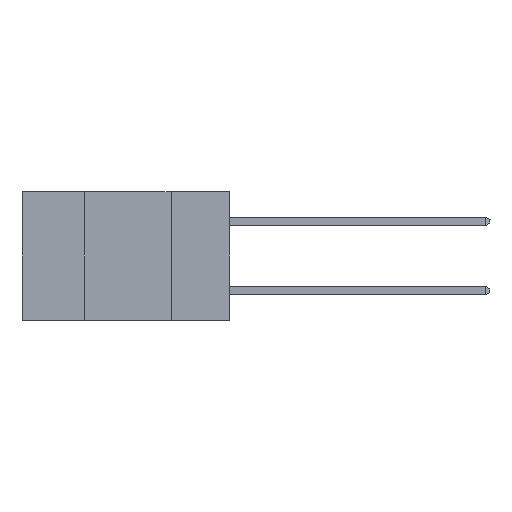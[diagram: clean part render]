
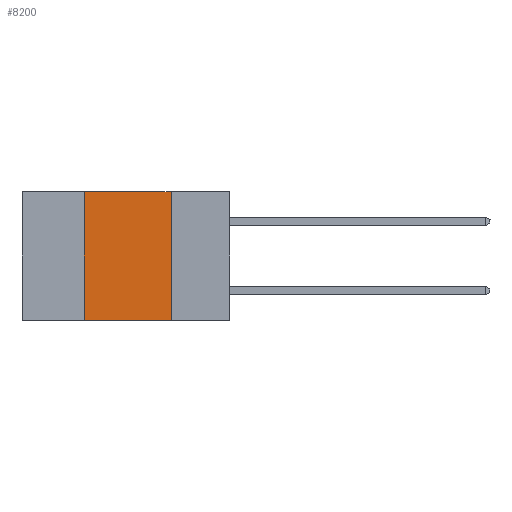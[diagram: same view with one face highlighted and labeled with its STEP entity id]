
A CAD part, left-side view. The second image highlights one B-rep face of the part: STEP entity #8200.
In plain terms, the highlighted planar face has unit normal (-1, 0, 0).
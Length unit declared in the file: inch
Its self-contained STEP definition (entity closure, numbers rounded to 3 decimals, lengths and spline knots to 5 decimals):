
#358 = ORIENTED_EDGE ( 'NONE', *, *, #5175, .F. ) ;
#428 = VERTEX_POINT ( 'NONE', #9892 ) ;
#1026 = LINE ( 'NONE', #2093, #5635 ) ;
#1264 = AXIS2_PLACEMENT_3D ( 'NONE', #9620, #7657, #3726 ) ;
#1378 = CARTESIAN_POINT ( 'NONE',  ( 0., 0.6, 0. ) ) ;
#1864 = VERTEX_POINT ( 'NONE', #7236 ) ;
#2093 = CARTESIAN_POINT ( 'NONE',  ( 0., 0.42, 0. ) ) ;
#2177 = CARTESIAN_POINT ( 'NONE',  ( 0., 0.42, -0.37 ) ) ;
#2221 = LINE ( 'NONE', #1378, #5001 ) ;
#2758 = CARTESIAN_POINT ( 'NONE',  ( 0., 0.42, 0. ) ) ;
#3301 = DIRECTION ( 'NONE',  ( 0., -1., 0. ) ) ;
#3381 = VERTEX_POINT ( 'NONE', #2177 ) ;
#3726 = DIRECTION ( 'NONE',  ( 0., 0., -1. ) ) ;
#3848 = ORIENTED_EDGE ( 'NONE', *, *, #5313, .F. ) ;
#4554 = VECTOR ( 'NONE', #7791, 39.37008 ) ;
#5001 = VECTOR ( 'NONE', #3301, 39.37008 ) ;
#5175 = EDGE_CURVE ( 'NONE', #428, #1864, #6710, .T. ) ;
#5313 = EDGE_CURVE ( 'NONE', #3381, #6344, #1026, .T. ) ;
#5332 = ORIENTED_EDGE ( 'NONE', *, *, #10712, .T. ) ;
#5437 = VECTOR ( 'NONE', #10878, 39.37008 ) ;
#5635 = VECTOR ( 'NONE', #10953, 39.37008 ) ;
#5702 = ORIENTED_EDGE ( 'NONE', *, *, #6101, .F. ) ;
#6101 = EDGE_CURVE ( 'NONE', #6344, #428, #2221, .T. ) ;
#6344 = VERTEX_POINT ( 'NONE', #2758 ) ;
#6710 = LINE ( 'NONE', #10735, #4554 ) ;
#7236 = CARTESIAN_POINT ( 'NONE',  ( 0., 0.17, -0.37 ) ) ;
#7296 = PLANE ( 'NONE',  #1264 ) ;
#7416 = LINE ( 'NONE', #10924, #5437 ) ;
#7657 = DIRECTION ( 'NONE',  ( 1., 0., 0. ) ) ;
#7791 = DIRECTION ( 'NONE',  ( 0., 0., -1. ) ) ;
#8200 = ADVANCED_FACE ( 'NONE', ( #8653 ), #7296, .F. ) ;
#8653 = FACE_OUTER_BOUND ( 'NONE', #11437, .T. ) ;
#9620 = CARTESIAN_POINT ( 'NONE',  ( 0., 0.6, 0. ) ) ;
#9892 = CARTESIAN_POINT ( 'NONE',  ( 0., 0.17, 0. ) ) ;
#10712 = EDGE_CURVE ( 'NONE', #3381, #1864, #7416, .T. ) ;
#10735 = CARTESIAN_POINT ( 'NONE',  ( 0., 0.17, 0. ) ) ;
#10878 = DIRECTION ( 'NONE',  ( 0., -1., 0. ) ) ;
#10924 = CARTESIAN_POINT ( 'NONE',  ( 0., 0.6, -0.37 ) ) ;
#10953 = DIRECTION ( 'NONE',  ( 0., 0., 1. ) ) ;
#11437 = EDGE_LOOP ( 'NONE', ( #358, #5702, #3848, #5332 ) ) ;
